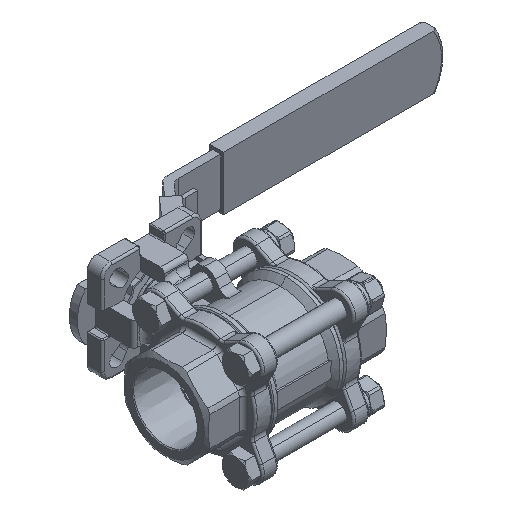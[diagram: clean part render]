
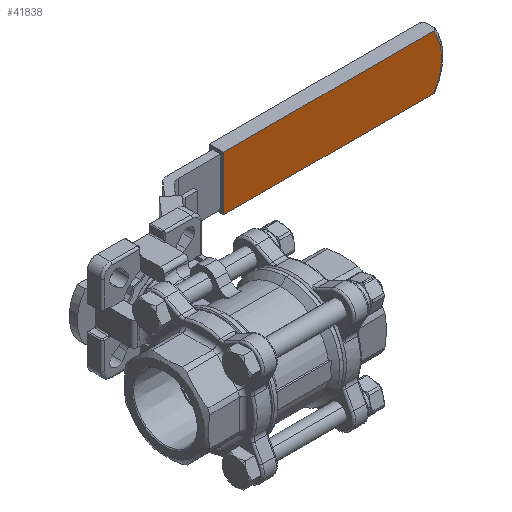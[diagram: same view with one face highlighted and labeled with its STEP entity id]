
A CAD part, isometric view. The second image highlights one B-rep face of the part: STEP entity #41838.
In plain terms, the highlighted planar face has unit normal (0, -1, 0).
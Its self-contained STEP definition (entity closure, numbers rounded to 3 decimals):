
#109 = EDGE_CURVE ( 'NONE', #7095, #43006, #18021, .T. ) ;
#3218 = ORIENTED_EDGE ( 'NONE', *, *, #27054, .F. ) ;
#3469 = DIRECTION ( 'NONE',  ( 0., 0., 1. ) ) ;
#3539 = CARTESIAN_POINT ( 'NONE',  ( 171.205, 82.5, -13.5 ) ) ;
#3853 = DIRECTION ( 'NONE',  ( 0., 1., 0. ) ) ;
#7095 = VERTEX_POINT ( 'NONE', #3539 ) ;
#7653 = EDGE_CURVE ( 'NONE', #14517, #23622, #55199, .T. ) ;
#8651 = CARTESIAN_POINT ( 'NONE',  ( 151., 82.5, 0. ) ) ;
#8773 = CARTESIAN_POINT ( 'NONE',  ( 66.8, 82.5, 13.5 ) ) ;
#12375 = DIRECTION ( 'NONE',  ( 0., 0., -1. ) ) ;
#13879 = ORIENTED_EDGE ( 'NONE', *, *, #109, .T. ) ;
#14517 = VERTEX_POINT ( 'NONE', #33600 ) ;
#17732 = DIRECTION ( 'NONE',  ( 1., 0., 0. ) ) ;
#18021 = CIRCLE ( 'NONE', #43057, 24.3 ) ;
#21340 = CARTESIAN_POINT ( 'NONE',  ( 172.986, 82.5, -13.5 ) ) ;
#21912 = CARTESIAN_POINT ( 'NONE',  ( 66.8, 82.5, -13.5 ) ) ;
#22598 = CARTESIAN_POINT ( 'NONE',  ( 171.205, 82.5, 13.5 ) ) ;
#23622 = VERTEX_POINT ( 'NONE', #21912 ) ;
#25337 = VECTOR ( 'NONE', #12375, 1000. ) ;
#27054 = EDGE_CURVE ( 'NONE', #14517, #43006, #42296, .T. ) ;
#28648 = CARTESIAN_POINT ( 'NONE',  ( 151., 82.5, 0. ) ) ;
#30089 = DIRECTION ( 'NONE',  ( -1., 0., 0. ) ) ;
#30410 = EDGE_LOOP ( 'NONE', ( #41750, #13879, #3218, #54502 ) ) ;
#32375 = VECTOR ( 'NONE', #17732, 1000. ) ;
#33600 = CARTESIAN_POINT ( 'NONE',  ( 66.8, 82.5, 13.5 ) ) ;
#33668 = VECTOR ( 'NONE', #30089, 1000. ) ;
#34211 = EDGE_CURVE ( 'NONE', #7095, #23622, #34974, .T. ) ;
#34974 = LINE ( 'NONE', #21340, #33668 ) ;
#38620 = FACE_OUTER_BOUND ( 'NONE', #30410, .T. ) ;
#41750 = ORIENTED_EDGE ( 'NONE', *, *, #34211, .F. ) ;
#41838 = ADVANCED_FACE ( 'NONE', ( #38620 ), #54087, .F. ) ;
#42296 = LINE ( 'NONE', #8773, #32375 ) ;
#42535 = DIRECTION ( 'NONE',  ( 0., 0., 1. ) ) ;
#42724 = DIRECTION ( 'NONE',  ( 0., -1., 0. ) ) ;
#43006 = VERTEX_POINT ( 'NONE', #22598 ) ;
#43057 = AXIS2_PLACEMENT_3D ( 'NONE', #8651, #42724, #42535 ) ;
#45774 = AXIS2_PLACEMENT_3D ( 'NONE', #28648, #3853, #3469 ) ;
#46962 = CARTESIAN_POINT ( 'NONE',  ( 66.8, 82.5, 13.5 ) ) ;
#54087 = PLANE ( 'NONE',  #45774 ) ;
#54502 = ORIENTED_EDGE ( 'NONE', *, *, #7653, .T. ) ;
#55199 = LINE ( 'NONE', #46962, #25337 ) ;
